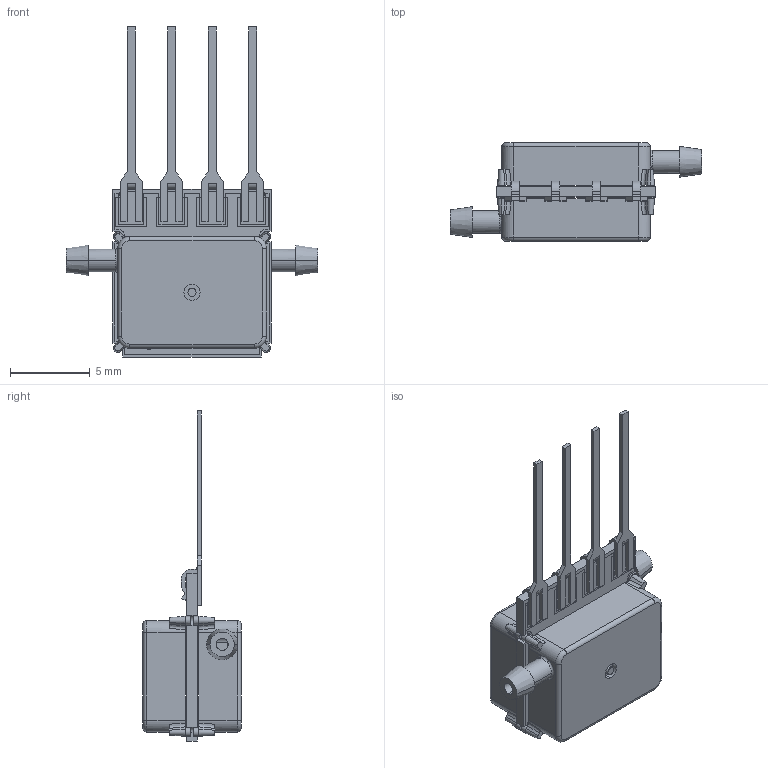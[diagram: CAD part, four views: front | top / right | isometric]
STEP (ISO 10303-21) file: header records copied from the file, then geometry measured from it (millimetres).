
FILE_DESCRIPTION (( 'STEP AP203' ), '1' );
FILE_NAME ('HDRH.STEP', '2020-01-31T18:23:15', ( '' ), ( '' ), 'SwSTEP 2.0', 'SolidWorks 2010', '' );
FILE_SCHEMA (( 'CONFIG_CONTROL_DESIGN' ));
Length unit declared in the file: inch
Products named in the file (4): AS01-01-046 Rev B; HDRH; ceramic-SIP; Lead-0.10PitchStraightCenter Cut With Sheet metal Bend
Assembly tree (7 placements, depth 2):
  HDRH
    Lead-0.10PitchStraightCenter Cut With Sheet metal Bend  x4
    AS01-01-046 Rev B  x2
    ceramic-SIP
Bounding box: 15.76 x 6.16 x 20.67 mm (x, y, z)
Volume: 287.6 mm3; surface area: 1281.8 mm2
Topology: 15 solids, 15 shells, 556 faces, 1436 edges, 930 vertices
Faces by surface type: plane 328, cylinder 140, torus 34, cone 32, bspline 22
Entity records: 11504 total; most frequent: CARTESIAN_POINT 2320, ORIENTED_EDGE 1806, DIRECTION 1803, EDGE_CURVE 903, VECTOR 621, LINE 621, AXIS2_PLACEMENT_3D 591, VERTEX_POINT 589
